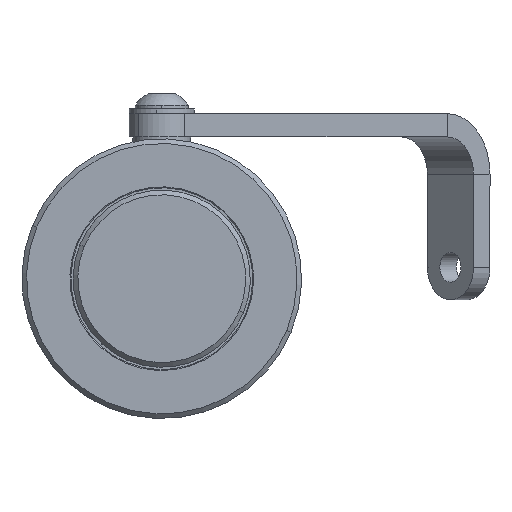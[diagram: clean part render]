
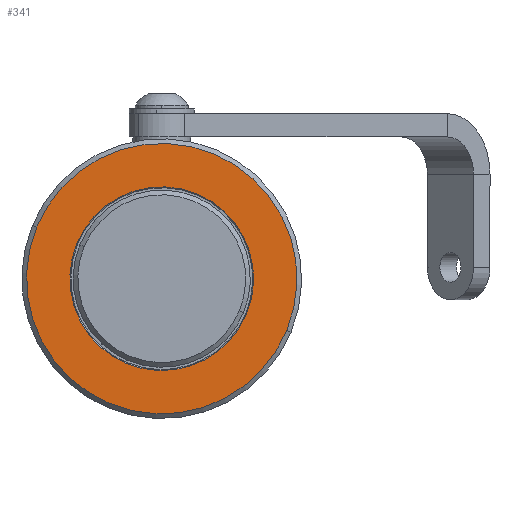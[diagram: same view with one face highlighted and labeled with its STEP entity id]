
A CAD part, left-side view. The second image highlights one B-rep face of the part: STEP entity #341.
In plain terms, the highlighted planar face has unit normal (-1, 0, 0).
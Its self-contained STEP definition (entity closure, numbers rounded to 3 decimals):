
#67 = CARTESIAN_POINT ( 'NONE',  ( -48., 0., 0. ) ) ;
#205 = DIRECTION ( 'NONE',  ( -1., 0., 0. ) ) ;
#222 = VERTEX_POINT ( 'NONE', #16176 ) ;
#341 = ADVANCED_FACE ( 'NONE', ( #3439, #5412 ), #3368, .T. ) ;
#429 = AXIS2_PLACEMENT_3D ( 'NONE', #18882, #7721, #14245 ) ;
#533 = CARTESIAN_POINT ( 'NONE',  ( -48., 9.104, 3.761 ) ) ;
#1364 = AXIS2_PLACEMENT_3D ( 'NONE', #14432, #11572, #8133 ) ;
#1799 = DIRECTION ( 'NONE',  ( 1., 0., 0. ) ) ;
#2325 = CIRCLE ( 'NONE', #429, 9.85 ) ;
#2596 = EDGE_LOOP ( 'NONE', ( #9882, #6987 ) ) ;
#2630 = EDGE_CURVE ( 'NONE', #3774, #14570, #6948, .T. ) ;
#3368 = PLANE ( 'NONE',  #18118 ) ;
#3439 = FACE_BOUND ( 'NONE', #2596, .T. ) ;
#3531 = EDGE_CURVE ( 'NONE', #14570, #3774, #16687, .T. ) ;
#3774 = VERTEX_POINT ( 'NONE', #16667 ) ;
#5412 = FACE_OUTER_BOUND ( 'NONE', #12408, .T. ) ;
#6583 = CARTESIAN_POINT ( 'NONE',  ( -48., 0., 0. ) ) ;
#6606 = CARTESIAN_POINT ( 'NONE',  ( -48., 0., 0. ) ) ;
#6948 = CIRCLE ( 'NONE', #1364, 14.5 ) ;
#6987 = ORIENTED_EDGE ( 'NONE', *, *, #11422, .T. ) ;
#7592 = CIRCLE ( 'NONE', #11252, 9.85 ) ;
#7721 = DIRECTION ( 'NONE',  ( 1., 0., 0. ) ) ;
#8133 = DIRECTION ( 'NONE',  ( 0., -0.924, -0.382 ) ) ;
#8912 = ORIENTED_EDGE ( 'NONE', *, *, #3531, .T. ) ;
#8981 = VERTEX_POINT ( 'NONE', #533 ) ;
#9413 = DIRECTION ( 'NONE',  ( 0., -0.924, -0.382 ) ) ;
#9882 = ORIENTED_EDGE ( 'NONE', *, *, #15099, .T. ) ;
#10674 = ORIENTED_EDGE ( 'NONE', *, *, #2630, .T. ) ;
#10688 = CARTESIAN_POINT ( 'NONE',  ( -48., -13.401, -5.537 ) ) ;
#11252 = AXIS2_PLACEMENT_3D ( 'NONE', #6583, #1799, #15970 ) ;
#11422 = EDGE_CURVE ( 'NONE', #8981, #222, #2325, .T. ) ;
#11572 = DIRECTION ( 'NONE',  ( -1., 0., 0. ) ) ;
#12408 = EDGE_LOOP ( 'NONE', ( #10674, #8912 ) ) ;
#14245 = DIRECTION ( 'NONE',  ( 0., -0.924, -0.382 ) ) ;
#14432 = CARTESIAN_POINT ( 'NONE',  ( -48., 0., 0. ) ) ;
#14570 = VERTEX_POINT ( 'NONE', #10688 ) ;
#15099 = EDGE_CURVE ( 'NONE', #222, #8981, #7592, .T. ) ;
#15926 = DIRECTION ( 'NONE',  ( -1., 0., 0. ) ) ;
#15970 = DIRECTION ( 'NONE',  ( 0., -0.924, -0.382 ) ) ;
#16176 = CARTESIAN_POINT ( 'NONE',  ( -48., -9.104, -3.761 ) ) ;
#16667 = CARTESIAN_POINT ( 'NONE',  ( -48., 13.401, 5.537 ) ) ;
#16687 = CIRCLE ( 'NONE', #19364, 14.5 ) ;
#17546 = DIRECTION ( 'NONE',  ( 0., -0.924, -0.382 ) ) ;
#18118 = AXIS2_PLACEMENT_3D ( 'NONE', #67, #205, #9413 ) ;
#18882 = CARTESIAN_POINT ( 'NONE',  ( -48., 0., 0. ) ) ;
#19364 = AXIS2_PLACEMENT_3D ( 'NONE', #6606, #15926, #17546 ) ;
